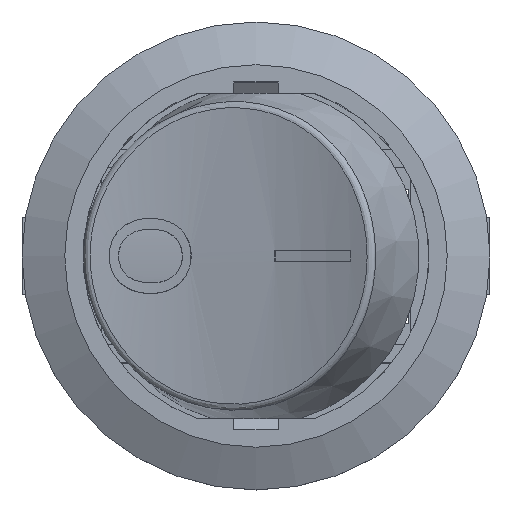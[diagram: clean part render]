
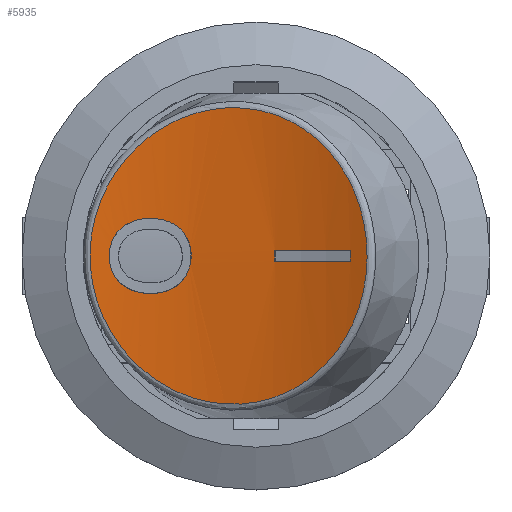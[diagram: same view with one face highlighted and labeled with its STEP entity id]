
A CAD part, top view. The second image highlights one B-rep face of the part: STEP entity #5935.
In plain terms, the highlighted cylindrical face has radius 27.625 mm (diameter 55.25 mm), a partial arc.
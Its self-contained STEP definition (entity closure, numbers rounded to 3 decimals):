
#276=B_SPLINE_CURVE_WITH_KNOTS('',3,(#12045,#12046,#12047,#12048,#12049,
#12050,#12051,#12052,#12053,#12054,#12055,#12056,#12057,#12058,#12059,#12060,
#12061),.UNSPECIFIED.,.T.,.F.,(1,1,1,1,1,1,1,1,1,1,1,1,1,1,1,1,1,1,1,1,
1),(-0.003,-0.002,-0.001,0.,
0.001,0.002,0.003,0.004,
0.005,0.005,0.006,0.007,
0.008,0.009,0.009,0.011,
0.012,0.012,0.013,0.014,
0.015),.UNSPECIFIED.);
#277=B_SPLINE_CURVE_WITH_KNOTS('',3,(#12063,#12064,#12065,#12066,#12067,
#12068,#12069,#12070,#12071,#12072,#12073,#12074,#12075,#12076,#12077,#12078,
#12079,#12080,#12081),.UNSPECIFIED.,.T.,.F.,(1,1,1,1,1,1,1,1,1,1,1,1,1,
1,1,1,1,1,1,1,1,1,1),(-0.008,-0.006,-0.003,
0.,0.003,0.006,0.008,
0.011,0.014,0.017,0.02,
0.023,0.025,0.028,0.031,
0.034,0.037,0.04,0.042,
0.045,0.048,0.051,0.054),
 .UNSPECIFIED.);
#405=CIRCLE('',#6596,27.625);
#406=CIRCLE('',#6597,27.625);
#428=CYLINDRICAL_SURFACE('',#6595,27.625);
#2049=ORIENTED_EDGE('',*,*,#2967,.F.);
#2050=ORIENTED_EDGE('',*,*,#2968,.F.);
#2051=ORIENTED_EDGE('',*,*,#2969,.F.);
#2052=ORIENTED_EDGE('',*,*,#2970,.F.);
#2053=ORIENTED_EDGE('',*,*,#2971,.F.);
#2054=ORIENTED_EDGE('',*,*,#2972,.T.);
#2967=EDGE_CURVE('',#3552,#3553,#405,.T.);
#2968=EDGE_CURVE('',#3554,#3552,#4114,.T.);
#2969=EDGE_CURVE('',#3555,#3554,#406,.F.);
#2970=EDGE_CURVE('',#3553,#3555,#4115,.F.);
#2971=EDGE_CURVE('',#3556,#3556,#276,.F.);
#2972=EDGE_CURVE('',#3557,#3557,#277,.T.);
#3552=VERTEX_POINT('',#12038);
#3553=VERTEX_POINT('',#12039);
#3554=VERTEX_POINT('',#12041);
#3555=VERTEX_POINT('',#12043);
#3556=VERTEX_POINT('',#12062);
#3557=VERTEX_POINT('',#12082);
#4114=LINE('',#12040,#4679);
#4115=LINE('',#12044,#4680);
#4679=VECTOR('',#7915,1000.);
#4680=VECTOR('',#7918,1000.);
#5036=EDGE_LOOP('',(#2049,#2050,#2051,#2052));
#5037=EDGE_LOOP('',(#2053));
#5038=EDGE_LOOP('',(#2054));
#5401=FACE_BOUND('',#5036,.T.);
#5402=FACE_BOUND('',#5037,.T.);
#5403=FACE_BOUND('',#5038,.T.);
#5935=ADVANCED_FACE('',(#5401,#5402,#5403),#428,.F.);
#6595=AXIS2_PLACEMENT_3D('',#12036,#7911,#7912);
#6596=AXIS2_PLACEMENT_3D('',#12037,#7913,#7914);
#6597=AXIS2_PLACEMENT_3D('',#12042,#7916,#7917);
#7911=DIRECTION('',(0.,1.,0.));
#7912=DIRECTION('',(0.,0.,1.));
#7913=DIRECTION('',(0.,1.,0.));
#7914=DIRECTION('',(0.,0.,1.));
#7915=DIRECTION('',(0.,1.,0.));
#7916=DIRECTION('',(0.,1.,0.));
#7917=DIRECTION('',(0.,0.,1.));
#7918=DIRECTION('',(0.,1.,0.));
#12036=CARTESIAN_POINT('',(0.,-8.3,31.925));
#12037=CARTESIAN_POINT('',(0.,0.264,31.925));
#12038=CARTESIAN_POINT('',(6.135,0.264,4.99));
#12039=CARTESIAN_POINT('',(2.135,0.264,4.383));
#12040=CARTESIAN_POINT('',(6.135,-8.3,4.99));
#12041=CARTESIAN_POINT('',(6.135,-0.264,4.99));
#12042=CARTESIAN_POINT('',(0.,-0.264,31.925));
#12043=CARTESIAN_POINT('',(2.135,-0.264,4.383));
#12044=CARTESIAN_POINT('',(2.135,-8.3,4.383));
#12045=CARTESIAN_POINT('',(-4.962,1.756,4.746));
#12046=CARTESIAN_POINT('',(-4.199,1.881,4.617));
#12047=CARTESIAN_POINT('',(-3.432,1.796,4.51));
#12048=CARTESIAN_POINT('',(-2.488,1.345,4.407));
#12049=CARTESIAN_POINT('',(-2.045,0.315,4.376));
#12050=CARTESIAN_POINT('',(-2.207,-0.712,4.388));
#12051=CARTESIAN_POINT('',(-2.64,-1.371,4.424));
#12052=CARTESIAN_POINT('',(-3.324,-1.763,4.497));
#12053=CARTESIAN_POINT('',(-4.086,-1.881,4.6));
#12054=CARTESIAN_POINT('',(-4.845,-1.793,4.725));
#12055=CARTESIAN_POINT('',(-5.541,-1.454,4.859));
#12056=CARTESIAN_POINT('',(-6.025,-0.832,4.964));
#12057=CARTESIAN_POINT('',(-6.235,0.192,5.013));
#12058=CARTESIAN_POINT('',(-5.867,1.236,4.925));
#12059=CARTESIAN_POINT('',(-4.962,1.756,4.746));
#12060=CARTESIAN_POINT('',(-4.199,1.881,4.617));
#12061=CARTESIAN_POINT('',(-3.432,1.796,4.51));
#12062=CARTESIAN_POINT('',(-4.198,1.846,4.621));
#12063=CARTESIAN_POINT('',(-6.539,-3.187,5.077));
#12064=CARTESIAN_POINT('',(-4.886,-5.516,4.708));
#12065=CARTESIAN_POINT('',(-2.448,-7.046,4.364));
#12066=CARTESIAN_POINT('',(0.405,-7.477,4.252));
#12067=CARTESIAN_POINT('',(3.186,-6.72,4.444));
#12068=CARTESIAN_POINT('',(5.426,-4.943,4.817));
#12069=CARTESIAN_POINT('',(6.83,-2.449,5.153));
#12070=CARTESIAN_POINT('',(7.219,0.402,5.261));
#12071=CARTESIAN_POINT('',(6.536,3.191,5.076));
#12072=CARTESIAN_POINT('',(4.887,5.514,4.709));
#12073=CARTESIAN_POINT('',(2.449,7.046,4.364));
#12074=CARTESIAN_POINT('',(-0.409,7.477,4.252));
#12075=CARTESIAN_POINT('',(-3.186,6.719,4.444));
#12076=CARTESIAN_POINT('',(-5.423,4.946,4.816));
#12077=CARTESIAN_POINT('',(-6.827,2.458,5.152));
#12078=CARTESIAN_POINT('',(-7.219,-0.393,5.261));
#12079=CARTESIAN_POINT('',(-6.539,-3.187,5.077));
#12080=CARTESIAN_POINT('',(-4.886,-5.516,4.708));
#12081=CARTESIAN_POINT('',(-2.448,-7.046,4.364));
#12082=CARTESIAN_POINT('',(-4.755,-5.383,4.712));
